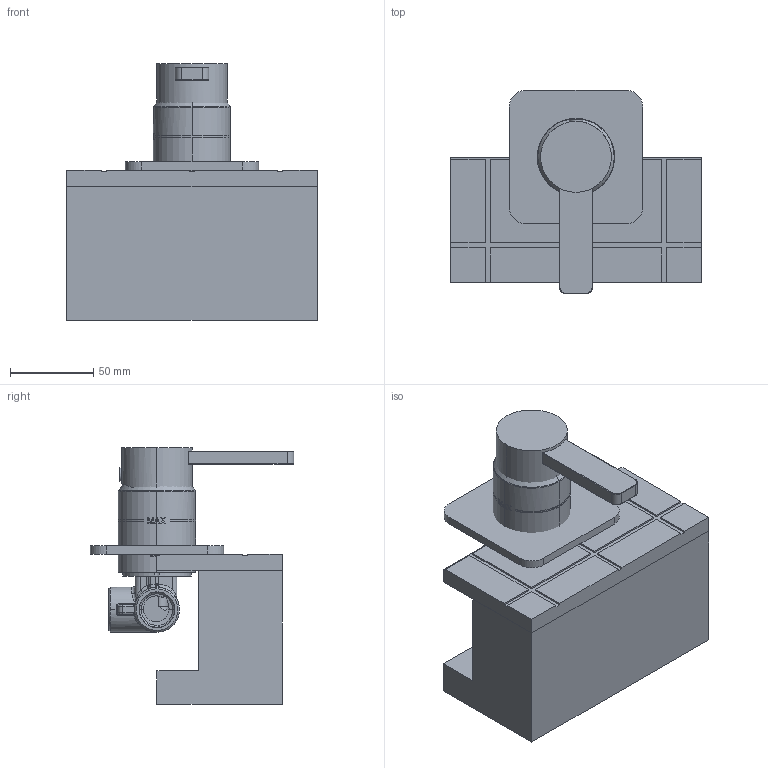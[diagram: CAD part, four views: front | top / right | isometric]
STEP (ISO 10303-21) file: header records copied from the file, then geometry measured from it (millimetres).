
FILE_DESCRIPTION (( 'STEP AP203' ), '1' );
FILE_NAME ('800010vic0_asm.STEP', '2018-09-13T21:55:33', ( '' ), ( '' ), 'SwSTEP 2.0', 'SolidWorks 2015', '' );
FILE_SCHEMA (( 'CONFIG_CONTROL_DESIGN' ));
Length unit declared in the file: millimetre
Products named in the file (35): 07010106W_B_5; 06022007_7; 07010106W_D_5; 500027VIC0_ASM; 06020307_6; MURO_INCASSI_1FORO_ASM; 07010106W_C_5; 16000112_ASM_4; 16000967_ASM; 16000008_OBSOLETO_ASM_3; 16000657_ASM_5; 01000418; 16000007_ASM_5; MURO_INCASSI_PIAST_1FORO_AF0; 06006201_3; 05002003_5; 03000064_2; 16001383_ASM; 03000063_2; 10000076_1; 16000721_ASM; 10000155; MURO_INCASSI_1FORO_AF0; 800010vic0_asm; 10000085; 06003501_4; 07010106W_A_5; 06023707_2; 06000047_3; 16000658_ASM_5; 300023VIC0_ASM; 07010106W_ASM_5; 04000063_3; 12000687_1; 16000690_ASM_2
Assembly tree (34 placements, depth 5):
  800010vic0_asm
    300023VIC0_ASM
      16000967_ASM
        01000418
        12000687_1
      16000007_ASM_5
        07010106W_ASM_5
          07010106W_A_5
          07010106W_B_5
          07010106W_C_5
          07010106W_D_5
      16000112_ASM_4
        06003501_4
      10000076_1
      MURO_INCASSI_1FORO_ASM
        MURO_INCASSI_1FORO_AF0
        MURO_INCASSI_PIAST_1FORO_AF0
    500027VIC0_ASM
      16000721_ASM
        10000085
        04000063_3
      16000008_OBSOLETO_ASM_3
        06006201_3
      16000690_ASM_2
        03000063_2
        03000064_2
        06000047_3
        06023707_2
        16000657_ASM_5
          06022007_7
        16000658_ASM_5
          05002003_5
        06020307_6
      16001383_ASM
        10000155
Bounding box: 150 x 122 x 153.8 mm (x, y, z)
Volume: 819445.1 mm3; surface area: 191825.4 mm2
Topology: 12 solids, 37 shells, 1142 faces, 2969 edges, 1859 vertices
Faces by surface type: cylinder 425, plane 415, bspline 153, cone 139, torus 10
Entity records: 46497 total; most frequent: CARTESIAN_POINT 15588, ORIENTED_EDGE 5758, DIRECTION 5691, EDGE_CURVE 2912, AXIS2_PLACEMENT_3D 2191, VERTEX_POINT 1858, LINE 1309, VECTOR 1309
